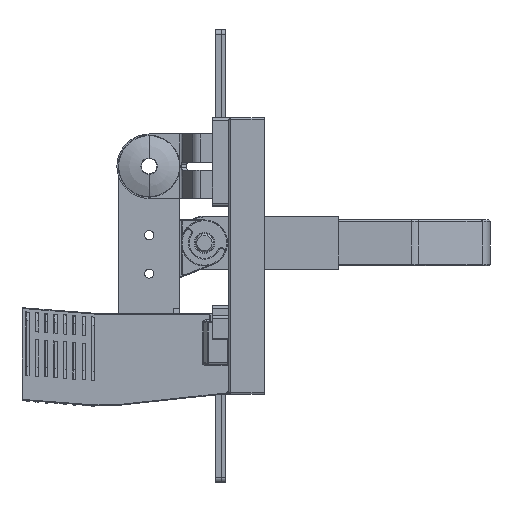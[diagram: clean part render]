
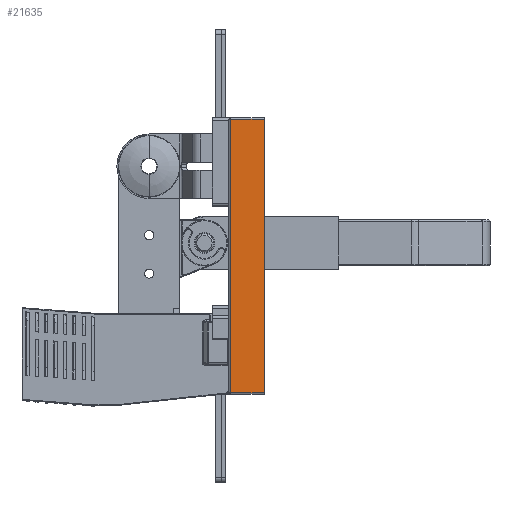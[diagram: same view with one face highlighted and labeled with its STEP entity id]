
A CAD part, left-side view. The second image highlights one B-rep face of the part: STEP entity #21635.
In plain terms, the highlighted planar face has unit normal (-1, 0, 0).
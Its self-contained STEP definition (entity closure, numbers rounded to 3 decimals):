
#73=DIRECTION('',(0.,0.,1.));
#74=VECTOR('',#73,178.);
#75=CARTESIAN_POINT('',(-142.5,0.,-89.));
#76=LINE('',#75,#74);
#4270=DIRECTION('',(0.,0.,1.));
#4271=VECTOR('',#4270,178.);
#4272=CARTESIAN_POINT('',(-142.5,22.,-89.));
#4273=LINE('',#4272,#4271);
#4274=DIRECTION('',(0.,-1.,0.));
#4275=VECTOR('',#4274,22.);
#4276=CARTESIAN_POINT('',(-142.5,22.,89.));
#4277=LINE('',#4276,#4275);
#4278=DIRECTION('',(0.,-1.,0.));
#4279=VECTOR('',#4278,22.);
#4280=CARTESIAN_POINT('',(-142.5,22.,-89.));
#4281=LINE('',#4280,#4279);
#14186=CARTESIAN_POINT('',(-142.5,0.,89.));
#14188=VERTEX_POINT('',#14186);
#14197=CARTESIAN_POINT('',(-142.5,0.,-89.));
#14199=VERTEX_POINT('',#14197);
#15817=CARTESIAN_POINT('',(-142.5,22.,89.));
#15819=VERTEX_POINT('',#15817);
#15900=CARTESIAN_POINT('',(-142.5,22.,-89.));
#15901=VERTEX_POINT('',#15900);
#21622=CARTESIAN_POINT('',(-142.5,0.,-90.));
#21623=DIRECTION('',(-1.,0.,0.));
#21624=DIRECTION('',(0.,0.,1.));
#21625=AXIS2_PLACEMENT_3D('',#21622,#21623,#21624);
#21626=PLANE('',#21625);
#21627=ORIENTED_EDGE('',*,*,#21614,.T.);
#21629=ORIENTED_EDGE('',*,*,#21628,.T.);
#21630=ORIENTED_EDGE('',*,*,#17809,.F.);
#21632=ORIENTED_EDGE('',*,*,#21631,.F.);
#21633=EDGE_LOOP('',(#21627,#21629,#21630,#21632));
#21634=FACE_OUTER_BOUND('',#21633,.F.);
#17809=EDGE_CURVE('',#14199,#14188,#76,.T.);
#21614=EDGE_CURVE('',#15901,#15819,#4273,.T.);
#21628=EDGE_CURVE('',#15819,#14188,#4277,.T.);
#21631=EDGE_CURVE('',#15901,#14199,#4281,.T.);
#21635=ADVANCED_FACE('',(#21634),#21626,.T.);
